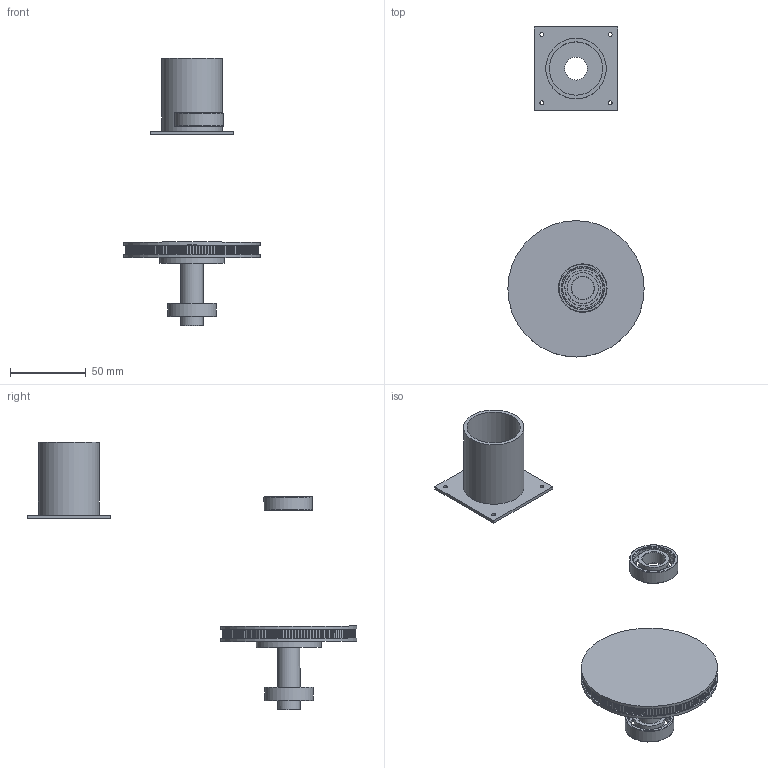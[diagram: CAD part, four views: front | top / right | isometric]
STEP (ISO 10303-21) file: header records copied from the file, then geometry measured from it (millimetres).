
FILE_DESCRIPTION(/* description */ ('','CAx-IF Rec.Pracs.---Representation and Presentation of Product Manufacturing Information (PMI)---4.0---2014-10-13'),/* implementation_level */ '2;1');
FILE_NAME(/* name */ 'bearing_holder.step',/* time_stamp */ '2025-07-28T20:05:41+05:30',/* author */ (''),/* organization */ (''),/* preprocessor_version */ 'ST-DEVELOPER v20',/* originating_system */ 'Autodesk Translation Framework v13.20.0.188',/* authorisation */ '');
FILE_SCHEMA (('AP242_MANAGED_MODEL_BASED_3D_ENGINEERING_MIM_LF { 1 0 10303 442 1 1 4 }'));
Length unit declared in the file: millimetre
Products named in the file (3): bearing_holder2; skf_bearing_6002_2_3D; base_plate
Assembly tree (3 placements, depth 2):
  bearing_holder2
    skf_bearing_6002_2_3D  x2
    base_plate
Bounding box: 90 x 217.84 x 176.43 mm (x, y, z)
Volume: 101407.9 mm3; surface area: 49566.2 mm2
Topology: 143 solids, 143 shells, 1728 faces, 4349 edges, 2910 vertices
Faces by surface type: plane 968, cylinder 704, torus 34, sphere 18, cone 4
Full cylindrical faces by diameter (mm): 2.5 x4, 14.7 x1, 15 x2, 15.2 x1, 20.5 x4, 26.7 x4, 28.2 x4, 32 x2, 35.2 x2, 40 x1, 43 x1, 86 x1, 90 x2
Entity records: 51179 total; most frequent: CARTESIAN_POINT 9335, DIRECTION 8995, ORIENTED_EDGE 8414, EDGE_CURVE 4207, AXIS2_PLACEMENT_3D 3130, VERTEX_POINT 2822, LINE 2735, VECTOR 2735
